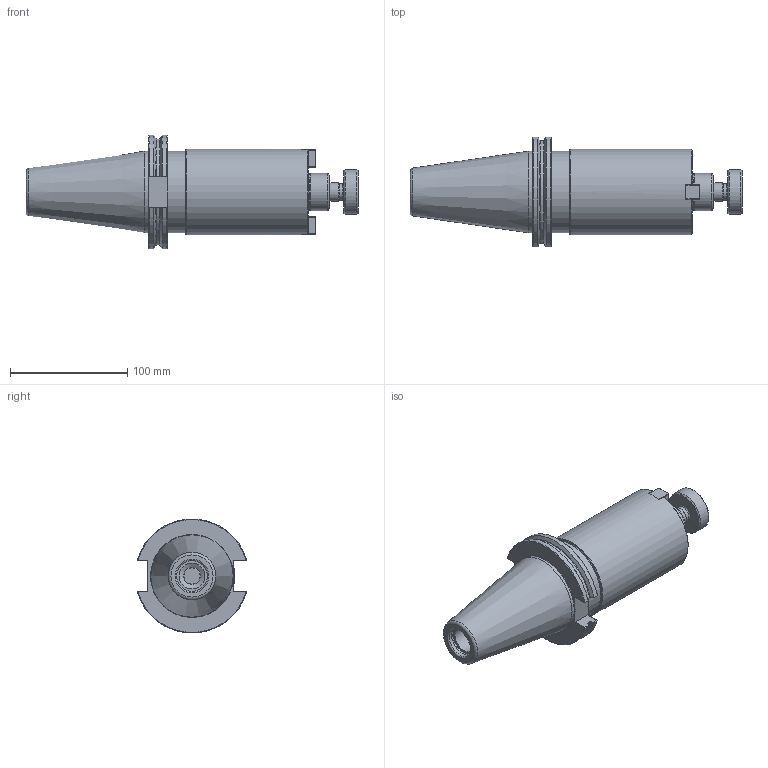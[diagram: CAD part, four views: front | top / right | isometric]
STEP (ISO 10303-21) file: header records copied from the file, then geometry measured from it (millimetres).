
FILE_DESCRIPTION(/* description */ (''),/* implementation_level */ '2;1');
FILE_NAME(/* name */ 'CAT50-SM125-0550.stp',/* time_stamp */ '2019-07-24T12:12:45-05:00',/* author */ ('ldfli'),/* organization */ (''),/* preprocessor_version */ 'ST-DEVELOPER v18',/* originating_system */ 'Autodesk Inventor LT',/* authorisation */ '');
FILE_SCHEMA (('AUTOMOTIVE_DESIGN { 1 0 10303 214 3 1 1 }'));
Length unit declared in the file: millimetre
Products named in the file (1): CAT50-SM125-0550
Bounding box: 283.62 x 93.8 x 97.14 mm (x, y, z)
Volume: 831096.3 mm3; surface area: 89310.1 mm2
Topology: 4 solids, 4 shells, 196 faces, 497 edges, 327 vertices
Faces by surface type: plane 125, cylinder 34, cone 23, torus 14
Full cylindrical faces by diameter (mm): 4.134 x2, 5 x2, 5.5 x2, 8.5 x2, 9.5 x2, 10 x1, 14 x1, 14.351 x1, 15.875 x1, 21.971 x1, 25 x1, 26.2 x1, 26.7 x1, 31.25 x1, 31.75 x1, 38 x1, 69.85 x1, 69.857 x1, 73 x1
Entity records: 5976 total; most frequent: CARTESIAN_POINT 1156, DIRECTION 1020, ORIENTED_EDGE 990, EDGE_CURVE 495, AXIS2_PLACEMENT_3D 373, VERTEX_POINT 327, LINE 274, VECTOR 274
